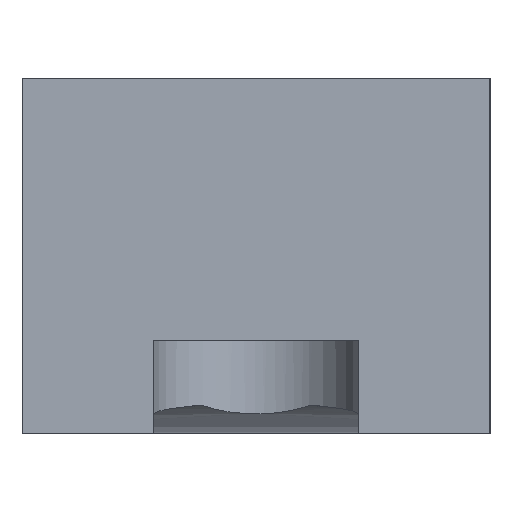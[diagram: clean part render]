
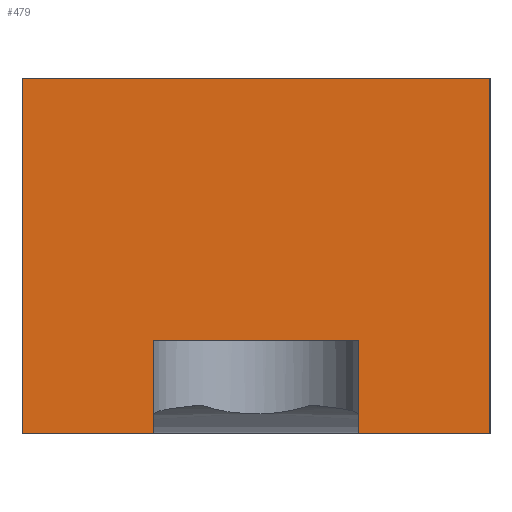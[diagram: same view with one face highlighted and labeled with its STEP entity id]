
A CAD part, left-side view. The second image highlights one B-rep face of the part: STEP entity #479.
In plain terms, the highlighted planar face has unit normal (-1, 0, 0).
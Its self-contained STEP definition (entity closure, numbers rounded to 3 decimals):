
#25 = CARTESIAN_POINT ( 'NONE',  ( -85., 12.5, 0. ) ) ;
#52 = LINE ( 'NONE', #279, #305 ) ;
#62 = VECTOR ( 'NONE', #507, 1000. ) ;
#63 = CARTESIAN_POINT ( 'NONE',  ( -85., 12.5, 0. ) ) ;
#66 = CARTESIAN_POINT ( 'NONE',  ( -85., -5.5, 0. ) ) ;
#67 = ORIENTED_EDGE ( 'NONE', *, *, #463, .T. ) ;
#74 = CARTESIAN_POINT ( 'NONE',  ( -85., -12.5, 0. ) ) ;
#77 = CARTESIAN_POINT ( 'NONE',  ( -85., -12.5, 19. ) ) ;
#83 = VECTOR ( 'NONE', #527, 1000. ) ;
#84 = EDGE_LOOP ( 'NONE', ( #67, #590, #360, #228, #367, #525, #591, #526 ) ) ;
#128 = VERTEX_POINT ( 'NONE', #643 ) ;
#131 = VECTOR ( 'NONE', #620, 1000. ) ;
#132 = VERTEX_POINT ( 'NONE', #74 ) ;
#152 = DIRECTION ( 'NONE',  ( 0., 0., -1. ) ) ;
#156 = VECTOR ( 'NONE', #666, 1000. ) ;
#166 = LINE ( 'NONE', #704, #679 ) ;
#191 = VECTOR ( 'NONE', #468, 1000. ) ;
#199 = DIRECTION ( 'NONE',  ( 0., 0., 1. ) ) ;
#204 = DIRECTION ( 'NONE',  ( 0., 0., 1. ) ) ;
#219 = CARTESIAN_POINT ( 'NONE',  ( -85., -12.5, 19. ) ) ;
#226 = AXIS2_PLACEMENT_3D ( 'NONE', #421, #634, #199 ) ;
#228 = ORIENTED_EDGE ( 'NONE', *, *, #332, .F. ) ;
#250 = CARTESIAN_POINT ( 'NONE',  ( -85., 12.5, 19. ) ) ;
#263 = CARTESIAN_POINT ( 'NONE',  ( -85., 5.5, 5. ) ) ;
#273 = EDGE_CURVE ( 'NONE', #481, #132, #452, .T. ) ;
#276 = EDGE_CURVE ( 'NONE', #128, #518, #166, .T. ) ;
#279 = CARTESIAN_POINT ( 'NONE',  ( -85., 12.5, 5. ) ) ;
#283 = CARTESIAN_POINT ( 'NONE',  ( -85., 12.5, 19. ) ) ;
#296 = LINE ( 'NONE', #63, #131 ) ;
#300 = CARTESIAN_POINT ( 'NONE',  ( -85., 12.5, 0. ) ) ;
#302 = CARTESIAN_POINT ( 'NONE',  ( -85., 12.5, 19. ) ) ;
#305 = VECTOR ( 'NONE', #593, 1000. ) ;
#315 = LINE ( 'NONE', #25, #83 ) ;
#332 = EDGE_CURVE ( 'NONE', #404, #385, #554, .T. ) ;
#360 = ORIENTED_EDGE ( 'NONE', *, *, #708, .T. ) ;
#361 = CARTESIAN_POINT ( 'NONE',  ( -85., -5.5, 19. ) ) ;
#367 = ORIENTED_EDGE ( 'NONE', *, *, #675, .T. ) ;
#385 = VERTEX_POINT ( 'NONE', #413 ) ;
#404 = VERTEX_POINT ( 'NONE', #66 ) ;
#407 = LINE ( 'NONE', #283, #528 ) ;
#411 = EDGE_CURVE ( 'NONE', #512, #481, #514, .T. ) ;
#413 = CARTESIAN_POINT ( 'NONE',  ( -85., -5.5, 5. ) ) ;
#421 = CARTESIAN_POINT ( 'NONE',  ( -85., 12.5, 19. ) ) ;
#452 = LINE ( 'NONE', #219, #156 ) ;
#463 = EDGE_CURVE ( 'NONE', #473, #128, #296, .T. ) ;
#468 = DIRECTION ( 'NONE',  ( 0., -1., 0. ) ) ;
#473 = VERTEX_POINT ( 'NONE', #300 ) ;
#479 = ADVANCED_FACE ( 'NONE', ( #586 ), #692, .T. ) ;
#481 = VERTEX_POINT ( 'NONE', #77 ) ;
#507 = DIRECTION ( 'NONE',  ( 0., 0., 1. ) ) ;
#512 = VERTEX_POINT ( 'NONE', #250 ) ;
#514 = LINE ( 'NONE', #302, #191 ) ;
#518 = VERTEX_POINT ( 'NONE', #263 ) ;
#525 = ORIENTED_EDGE ( 'NONE', *, *, #273, .F. ) ;
#526 = ORIENTED_EDGE ( 'NONE', *, *, #684, .T. ) ;
#527 = DIRECTION ( 'NONE',  ( 0., -1., 0. ) ) ;
#528 = VECTOR ( 'NONE', #152, 1000. ) ;
#554 = LINE ( 'NONE', #361, #62 ) ;
#586 = FACE_OUTER_BOUND ( 'NONE', #84, .T. ) ;
#590 = ORIENTED_EDGE ( 'NONE', *, *, #276, .T. ) ;
#591 = ORIENTED_EDGE ( 'NONE', *, *, #411, .F. ) ;
#593 = DIRECTION ( 'NONE',  ( 0., -1., 0. ) ) ;
#620 = DIRECTION ( 'NONE',  ( 0., -1., 0. ) ) ;
#634 = DIRECTION ( 'NONE',  ( -1., 0., 0. ) ) ;
#643 = CARTESIAN_POINT ( 'NONE',  ( -85., 5.5, 0. ) ) ;
#666 = DIRECTION ( 'NONE',  ( 0., 0., -1. ) ) ;
#675 = EDGE_CURVE ( 'NONE', #404, #132, #315, .T. ) ;
#679 = VECTOR ( 'NONE', #204, 1000. ) ;
#684 = EDGE_CURVE ( 'NONE', #512, #473, #407, .T. ) ;
#692 = PLANE ( 'NONE',  #226 ) ;
#704 = CARTESIAN_POINT ( 'NONE',  ( -85., 5.5, 19. ) ) ;
#708 = EDGE_CURVE ( 'NONE', #518, #385, #52, .T. ) ;
